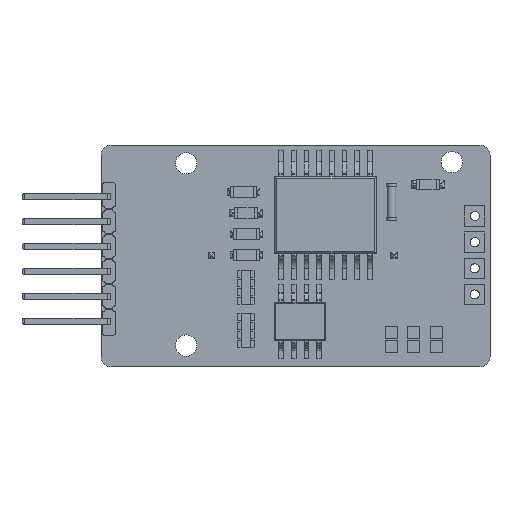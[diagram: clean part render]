
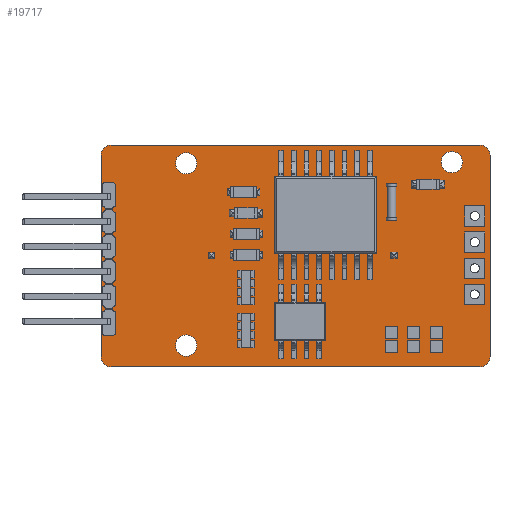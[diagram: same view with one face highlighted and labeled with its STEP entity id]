
A CAD part, top view. The second image highlights one B-rep face of the part: STEP entity #19717.
In plain terms, the highlighted planar face has unit normal (0, 0, 1).
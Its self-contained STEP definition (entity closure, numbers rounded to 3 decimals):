
#488=FACE_BOUND('',#2624,.T.);
#489=FACE_BOUND('',#2625,.T.);
#490=FACE_BOUND('',#2626,.T.);
#491=FACE_BOUND('',#2627,.T.);
#492=FACE_BOUND('',#2628,.T.);
#493=FACE_BOUND('',#2629,.T.);
#494=FACE_BOUND('',#2630,.T.);
#525=PLANE('',#21071);
#1404=FACE_OUTER_BOUND('',#2623,.T.);
#2623=EDGE_LOOP('',(#13674,#13675,#13676,#13677,#13678,#13679,#13680,#13681));
#2624=EDGE_LOOP('',(#13682));
#2625=EDGE_LOOP('',(#13683));
#2626=EDGE_LOOP('',(#13684));
#2627=EDGE_LOOP('',(#13685));
#2628=EDGE_LOOP('',(#13686));
#2629=EDGE_LOOP('',(#13687));
#2630=EDGE_LOOP('',(#13688));
#3862=LINE('',#28464,#6104);
#3868=LINE('',#28484,#6110);
#3871=LINE('',#28492,#6113);
#3873=LINE('',#28498,#6115);
#6104=VECTOR('',#22806,10.);
#6110=VECTOR('',#22826,10.);
#6113=VECTOR('',#22835,10.);
#6115=VECTOR('',#22843,10.);
#8335=CIRCLE('',#21034,0.445);
#8337=CIRCLE('',#21037,0.445);
#8339=CIRCLE('',#21040,0.445);
#8341=CIRCLE('',#21043,0.445);
#8343=CIRCLE('',#21046,1.05);
#8345=CIRCLE('',#21049,1.05);
#8347=CIRCLE('',#21052,1.05);
#8349=CIRCLE('',#21055,1.);
#8354=CIRCLE('',#21063,1.);
#8355=CIRCLE('',#21066,1.);
#8356=CIRCLE('',#21069,1.);
#8790=VERTEX_POINT('',#28409);
#8792=VERTEX_POINT('',#28415);
#8794=VERTEX_POINT('',#28421);
#8796=VERTEX_POINT('',#28427);
#8798=VERTEX_POINT('',#28433);
#8800=VERTEX_POINT('',#28439);
#8802=VERTEX_POINT('',#28445);
#8804=VERTEX_POINT('',#28451);
#8805=VERTEX_POINT('',#28452);
#8809=VERTEX_POINT('',#28462);
#8815=VERTEX_POINT('',#28478);
#8816=VERTEX_POINT('',#28482);
#8817=VERTEX_POINT('',#28486);
#8818=VERTEX_POINT('',#28490);
#8819=VERTEX_POINT('',#28494);
#10696=EDGE_CURVE('',#8790,#8790,#8335,.T.);
#10699=EDGE_CURVE('',#8792,#8792,#8337,.T.);
#10702=EDGE_CURVE('',#8794,#8794,#8339,.T.);
#10705=EDGE_CURVE('',#8796,#8796,#8341,.T.);
#10708=EDGE_CURVE('',#8798,#8798,#8343,.T.);
#10711=EDGE_CURVE('',#8800,#8800,#8345,.T.);
#10714=EDGE_CURVE('',#8802,#8802,#8347,.T.);
#10717=EDGE_CURVE('',#8804,#8805,#8349,.T.);
#10723=EDGE_CURVE('',#8804,#8809,#3862,.T.);
#10730=EDGE_CURVE('',#8815,#8809,#8354,.T.);
#10733=EDGE_CURVE('',#8815,#8816,#3868,.T.);
#10734=EDGE_CURVE('',#8817,#8816,#8355,.T.);
#10737=EDGE_CURVE('',#8817,#8818,#3871,.T.);
#10738=EDGE_CURVE('',#8819,#8818,#8356,.T.);
#10740=EDGE_CURVE('',#8819,#8805,#3873,.T.);
#13674=ORIENTED_EDGE('',*,*,#10717,.F.);
#13675=ORIENTED_EDGE('',*,*,#10723,.T.);
#13676=ORIENTED_EDGE('',*,*,#10730,.F.);
#13677=ORIENTED_EDGE('',*,*,#10733,.T.);
#13678=ORIENTED_EDGE('',*,*,#10734,.F.);
#13679=ORIENTED_EDGE('',*,*,#10737,.T.);
#13680=ORIENTED_EDGE('',*,*,#10738,.F.);
#13681=ORIENTED_EDGE('',*,*,#10740,.T.);
#13682=ORIENTED_EDGE('',*,*,#10696,.T.);
#13683=ORIENTED_EDGE('',*,*,#10699,.T.);
#13684=ORIENTED_EDGE('',*,*,#10702,.T.);
#13685=ORIENTED_EDGE('',*,*,#10705,.T.);
#13686=ORIENTED_EDGE('',*,*,#10708,.T.);
#13687=ORIENTED_EDGE('',*,*,#10711,.T.);
#13688=ORIENTED_EDGE('',*,*,#10714,.T.);
#19717=ADVANCED_FACE('',(#1404,#488,#489,#490,#491,#492,#493,#494),#525,
 .T.);
#21034=AXIS2_PLACEMENT_3D('',#28410,#22747,#22748);
#21037=AXIS2_PLACEMENT_3D('',#28416,#22754,#22755);
#21040=AXIS2_PLACEMENT_3D('',#28422,#22761,#22762);
#21043=AXIS2_PLACEMENT_3D('',#28428,#22768,#22769);
#21046=AXIS2_PLACEMENT_3D('',#28434,#22775,#22776);
#21049=AXIS2_PLACEMENT_3D('',#28440,#22782,#22783);
#21052=AXIS2_PLACEMENT_3D('',#28446,#22789,#22790);
#21055=AXIS2_PLACEMENT_3D('',#28453,#22796,#22797);
#21063=AXIS2_PLACEMENT_3D('',#28479,#22820,#22821);
#21066=AXIS2_PLACEMENT_3D('',#28487,#22829,#22830);
#21069=AXIS2_PLACEMENT_3D('',#28495,#22838,#22839);
#21071=AXIS2_PLACEMENT_3D('',#28499,#22844,#22845);
#22747=DIRECTION('center_axis',(0.,0.,-1.));
#22748=DIRECTION('ref_axis',(1.,0.,0.));
#22754=DIRECTION('center_axis',(0.,0.,-1.));
#22755=DIRECTION('ref_axis',(1.,0.,0.));
#22761=DIRECTION('center_axis',(0.,0.,-1.));
#22762=DIRECTION('ref_axis',(1.,0.,0.));
#22768=DIRECTION('center_axis',(0.,0.,-1.));
#22769=DIRECTION('ref_axis',(1.,0.,0.));
#22775=DIRECTION('center_axis',(0.,0.,-1.));
#22776=DIRECTION('ref_axis',(1.,0.,0.));
#22782=DIRECTION('center_axis',(0.,0.,-1.));
#22783=DIRECTION('ref_axis',(1.,0.,0.));
#22789=DIRECTION('center_axis',(0.,0.,-1.));
#22790=DIRECTION('ref_axis',(1.,0.,0.));
#22796=DIRECTION('center_axis',(0.,0.,-1.));
#22797=DIRECTION('ref_axis',(-0.707,0.707,0.));
#22806=DIRECTION('',(0.,-1.,0.));
#22820=DIRECTION('center_axis',(0.,0.,-1.));
#22821=DIRECTION('ref_axis',(-0.707,-0.707,0.));
#22826=DIRECTION('',(1.,0.,0.));
#22829=DIRECTION('center_axis',(0.,0.,-1.));
#22830=DIRECTION('ref_axis',(0.707,-0.707,0.));
#22835=DIRECTION('',(0.,1.,0.));
#22838=DIRECTION('center_axis',(0.,0.,-1.));
#22839=DIRECTION('ref_axis',(0.707,0.707,0.));
#22843=DIRECTION('',(-1.,0.,0.));
#22844=DIRECTION('center_axis',(0.,0.,1.));
#22845=DIRECTION('ref_axis',(1.,0.,0.));
#28409=CARTESIAN_POINT('',(36.355,-12.138,1.55));
#28410=CARTESIAN_POINT('Origin',(36.8,-12.138,1.55));
#28415=CARTESIAN_POINT('',(36.355,-9.563,1.55));
#28416=CARTESIAN_POINT('Origin',(36.8,-9.563,1.55));
#28421=CARTESIAN_POINT('',(36.355,-14.713,1.55));
#28422=CARTESIAN_POINT('Origin',(36.8,-14.713,1.55));
#28427=CARTESIAN_POINT('',(36.355,-6.988,1.55));
#28428=CARTESIAN_POINT('Origin',(36.8,-6.988,1.55));
#28433=CARTESIAN_POINT('',(7.34,-1.8,1.55));
#28434=CARTESIAN_POINT('Origin',(8.39,-1.8,1.55));
#28439=CARTESIAN_POINT('',(7.34,-19.74,1.55));
#28440=CARTESIAN_POINT('Origin',(8.39,-19.74,1.55));
#28445=CARTESIAN_POINT('',(33.5,-1.68,1.55));
#28446=CARTESIAN_POINT('Origin',(34.55,-1.68,1.55));
#28451=CARTESIAN_POINT('',(0.,-1.,1.55));
#28452=CARTESIAN_POINT('',(1.,0.,1.55));
#28453=CARTESIAN_POINT('Origin',(1.,-1.,1.55));
#28462=CARTESIAN_POINT('',(0.,-20.85,1.55));
#28464=CARTESIAN_POINT('',(0.,-21.85,1.55));
#28478=CARTESIAN_POINT('',(1.,-21.85,1.55));
#28479=CARTESIAN_POINT('Origin',(1.,-20.85,1.55));
#28482=CARTESIAN_POINT('',(37.3,-21.85,1.55));
#28484=CARTESIAN_POINT('',(38.3,-21.85,1.55));
#28486=CARTESIAN_POINT('',(38.3,-20.85,1.55));
#28487=CARTESIAN_POINT('Origin',(37.3,-20.85,1.55));
#28490=CARTESIAN_POINT('',(38.3,-1.,1.55));
#28492=CARTESIAN_POINT('',(38.3,0.,1.55));
#28494=CARTESIAN_POINT('',(37.3,0.,1.55));
#28495=CARTESIAN_POINT('Origin',(37.3,-1.,1.55));
#28498=CARTESIAN_POINT('',(0.,0.,1.55));
#28499=CARTESIAN_POINT('Origin',(19.15,-10.925,1.55));
